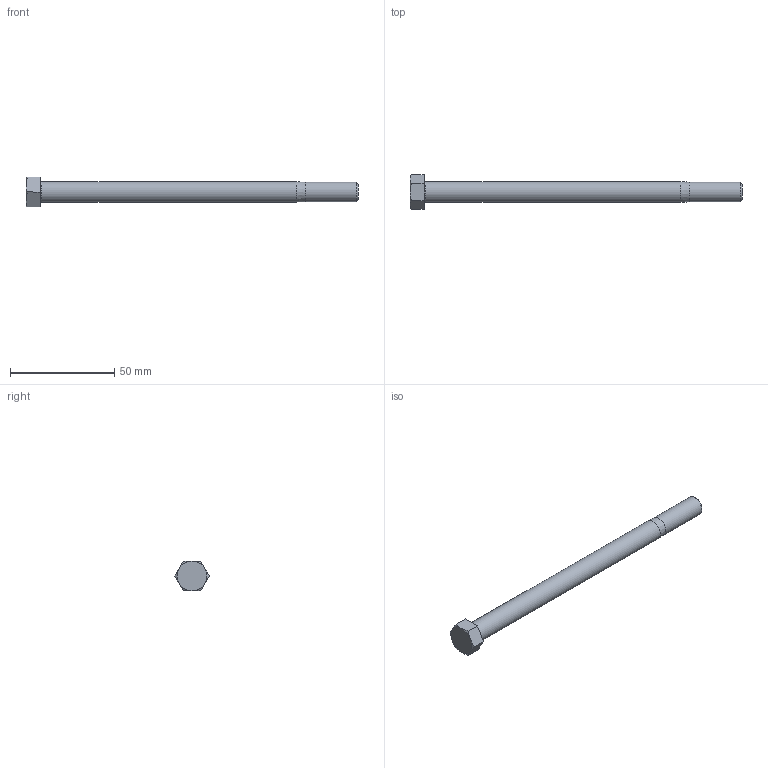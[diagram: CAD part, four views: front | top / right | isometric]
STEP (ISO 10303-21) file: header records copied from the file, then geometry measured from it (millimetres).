
FILE_DESCRIPTION(/* description */ ('Hex Bolt - UNC (Regular Thread - Inch)'),/* implementation_level */ '2;1');
FILE_NAME(/* name */ 'DBK_375-16x6HexHeadScrew-am-1268.ipt.step',/* time_stamp */ '2014-01-07T10:55:05-08:00',/* author */ ('Autodesk Inc.'),/* organization */ ('Autodesk Inc.'),/* preprocessor_version */ 'ST-DEVELOPER v15.2',/* originating_system */ 'Autodesk Inventor 2014',/* authorisation */ '');
FILE_SCHEMA (('AUTOMOTIVE_DESIGN { 1 0 10303 214 3 1 1 }'));
Length unit declared in the file: inch
Products named in the file (1): DBK_375-16x6HexHeadScrew-am-1268
Bounding box: 159.21 x 16.48 x 14.27 mm (x, y, z)
Volume: 12676.9 mm3; surface area: 5338.6 mm2
Topology: 1 solids, 1 shells, 27 faces, 56 edges, 32 vertices
Faces by surface type: plane 15, cone 8, cylinder 3, torus 1
Full cylindrical faces by diameter (mm): 9.525 x1, 9.855 x1, 14.275 x1
Entity records: 673 total; most frequent: CARTESIAN_POINT 132, DIRECTION 112, ORIENTED_EDGE 98, EDGE_CURVE 49, AXIS2_PLACEMENT_3D 47, EDGE_LOOP 34, VERTEX_POINT 31, FACE_OUTER_BOUND 27
